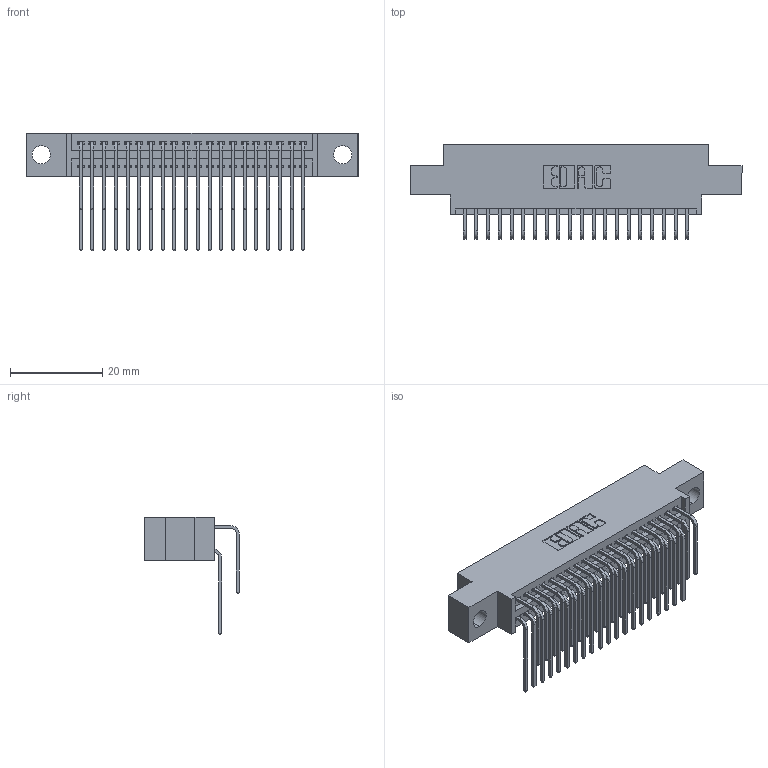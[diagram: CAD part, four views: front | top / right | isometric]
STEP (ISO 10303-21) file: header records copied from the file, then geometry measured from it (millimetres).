
FILE_DESCRIPTION (( 'STEP AP203' ), '1' );
FILE_NAME ('345-040-559-804.STEP', '2021-05-20T01:21:25', ( '' ), ( '' ), 'SwSTEP 2.0', 'SolidWorks 2020', '' );
FILE_SCHEMA (( 'CONFIG_CONTROL_DESIGN' ));
Length unit declared in the file: inch
Products named in the file (4): 345-292-001_558 559 Tail - 1; 345-292-001_559 Tail - 2; 345 Part_0.170 Offset - 0.156 Dia-TI; 345-040-559-804
Assembly tree (41 placements, depth 2):
  345-040-559-804
    345 Part_0.170 Offset - 0.156 Dia-TI
    345-292-001_558 559 Tail - 1  x20
    345-292-001_559 Tail - 2  x20
Bounding box: 72.01 x 20.56 x 25.53 mm (x, y, z)
Volume: 6802.2 mm3; surface area: 10708.9 mm2
Topology: 41 solids, 41 shells, 2224 faces, 6589 edges, 4338 vertices
Faces by surface type: plane 1498, cylinder 726
Entity records: 20857 total; most frequent: CARTESIAN_POINT 3569, ORIENTED_EDGE 3450, DIRECTION 3145, EDGE_CURVE 1725, VECTOR 1473, LINE 1473, VERTEX_POINT 1146, AXIS2_PLACEMENT_3D 836
